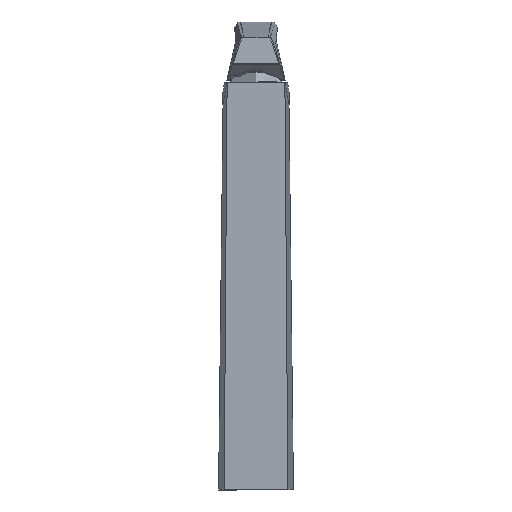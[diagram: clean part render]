
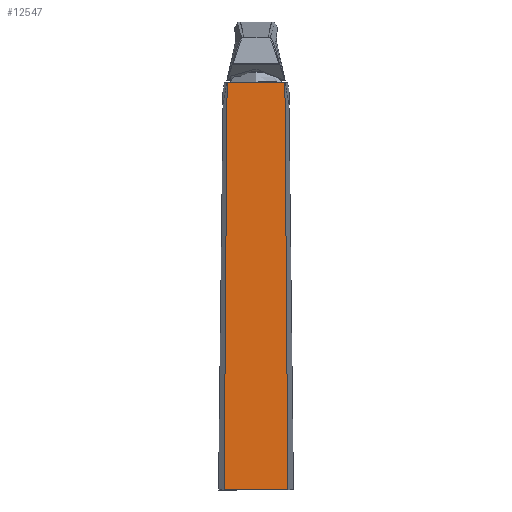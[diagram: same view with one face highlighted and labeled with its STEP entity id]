
A CAD part, left-side view. The second image highlights one B-rep face of the part: STEP entity #12547.
In plain terms, the highlighted face is planar.
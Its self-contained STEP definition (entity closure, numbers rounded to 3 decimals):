
#5236=ORIENTED_EDGE('',*,*,#7316,.T.);
#5237=ORIENTED_EDGE('',*,*,#7245,.T.);
#5238=ORIENTED_EDGE('',*,*,#7329,.T.);
#5239=ORIENTED_EDGE('',*,*,#7323,.T.);
#7245=EDGE_CURVE('',#8448,#8446,#9145,.T.);
#7316=EDGE_CURVE('',#8505,#8448,#9195,.T.);
#7323=EDGE_CURVE('',#8513,#8505,#9198,.T.);
#7329=EDGE_CURVE('',#8446,#8513,#9203,.T.);
#8446=VERTEX_POINT('',#29658);
#8448=VERTEX_POINT('',#29661);
#8505=VERTEX_POINT('',#29823);
#8513=VERTEX_POINT('',#29850);
#9145=LINE('',#29660,#9825);
#9195=LINE('',#29837,#9875);
#9198=LINE('',#29849,#9878);
#9203=LINE('',#29861,#9883);
#9825=VECTOR('',#19014,1000.);
#9875=VECTOR('',#19100,1000.);
#9878=VECTOR('',#19113,1000.);
#9883=VECTOR('',#19126,1000.);
#10697=EDGE_LOOP('',(#5236,#5237,#5238,#5239));
#11546=FACE_BOUND('',#10697,.T.);
#11803=PLANE('',#16106);
#12547=ADVANCED_FACE('',(#11546),#11803,.T.);
#16106=AXIS2_PLACEMENT_3D('',#29860,#19124,#19125);
#19014=DIRECTION('',(-1.,0.,0.));
#19100=DIRECTION('',(0.007,0.007,-1.));
#19113=DIRECTION('',(1.,0.,0.));
#19124=DIRECTION('',(0.,1.,0.007));
#19125=DIRECTION('',(0.007,-0.007,1.));
#19126=DIRECTION('',(0.007,-0.007,1.));
#29658=CARTESIAN_POINT('',(-22.5,22.5,0.));
#29660=CARTESIAN_POINT('',(26.457,22.5,0.));
#29661=CARTESIAN_POINT('',(22.5,22.5,0.));
#29823=CARTESIAN_POINT('',(20.417,20.584,287.724));
#29837=CARTESIAN_POINT('',(20.417,20.584,287.724));
#29849=CARTESIAN_POINT('',(-20.417,20.584,287.724));
#29850=CARTESIAN_POINT('',(-20.417,20.584,287.724));
#29860=CARTESIAN_POINT('',(-22.5,22.5,0.));
#29861=CARTESIAN_POINT('',(-22.5,22.5,0.));
